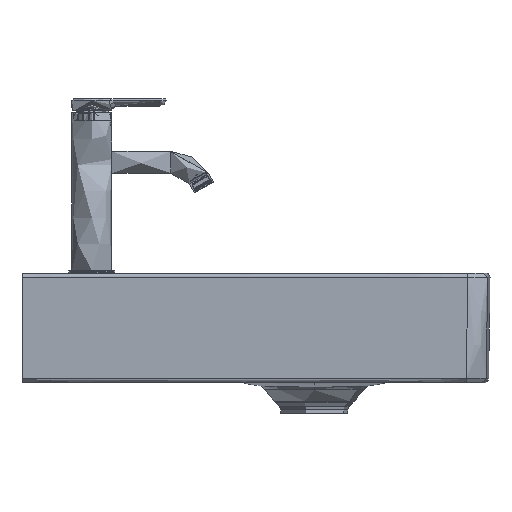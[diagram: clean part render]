
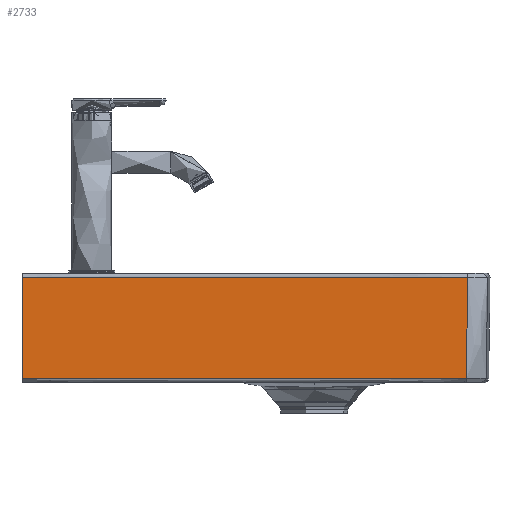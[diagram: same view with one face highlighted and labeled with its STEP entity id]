
A CAD part, front view. The second image highlights one B-rep face of the part: STEP entity #2733.
In plain terms, the highlighted planar face has unit normal (0, -1, -0.014).
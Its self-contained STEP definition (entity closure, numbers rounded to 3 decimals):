
#1471=B_SPLINE_CURVE_WITH_KNOTS('',1,(#114651,#114652),.UNSPECIFIED.,.F.,
 .F.,(2,2),(0.,446.172),.UNSPECIFIED.);
#1472=B_SPLINE_CURVE_WITH_KNOTS('',5,(#114653,#114654,#114655,#114656,#114657,
#114658),.UNSPECIFIED.,.F.,.F.,(6,6),(37.284,180.432),
 .UNSPECIFIED.);
#1473=B_SPLINE_CURVE_WITH_KNOTS('',1,(#114659,#114660),.UNSPECIFIED.,.F.,
 .F.,(2,2),(-447.535,0.),.UNSPECIFIED.);
#1474=B_SPLINE_CURVE_WITH_KNOTS('',5,(#114661,#114662,#114663,#114664,#114665,
#114666),.UNSPECIFIED.,.F.,.F.,(6,6),(-105.571,-4.359),
 .UNSPECIFIED.);
#1779=PLANE('',#15459);
#2733=ADVANCED_FACE('',(#3693),#1779,.T.);
#3693=FACE_OUTER_BOUND('',#4696,.T.);
#4696=EDGE_LOOP('',(#8698,#8699,#8700,#8701));
#8698=ORIENTED_EDGE('',*,*,#11429,.F.);
#8699=ORIENTED_EDGE('',*,*,#11430,.F.);
#8700=ORIENTED_EDGE('',*,*,#11431,.F.);
#8701=ORIENTED_EDGE('',*,*,#11428,.F.);
#11428=EDGE_CURVE('',#14311,#14288,#1471,.T.);
#11429=EDGE_CURVE('',#14290,#14311,#1472,.T.);
#11430=EDGE_CURVE('',#14289,#14290,#1473,.T.);
#11431=EDGE_CURVE('',#14288,#14289,#1474,.T.);
#14288=VERTEX_POINT('',#109055);
#14289=VERTEX_POINT('',#109056);
#14290=VERTEX_POINT('',#109057);
#14311=VERTEX_POINT('',#109078);
#15459=AXIS2_PLACEMENT_3D('',#104341,#15678,$);
#15678=DIRECTION('',(0.,-1.,-0.014));
#104341=CARTESIAN_POINT('',(492.348,-400.079,5.822));
#109055=CARTESIAN_POINT('',(0.,-398.561,-105.561));
#109056=CARTESIAN_POINT('',(0.,-399.941,-4.359));
#109057=CARTESIAN_POINT('',(447.535,-399.941,-4.359));
#109078=CARTESIAN_POINT('',(446.172,-398.561,-105.561));
#114651=CARTESIAN_POINT('',(446.172,-398.561,-105.561));
#114652=CARTESIAN_POINT('',(0.,-398.561,-105.561));
#114653=CARTESIAN_POINT('',(447.535,-399.941,-4.359));
#114654=CARTESIAN_POINT('',(447.262,-399.665,-24.599));
#114655=CARTESIAN_POINT('',(446.99,-399.389,-44.84));
#114656=CARTESIAN_POINT('',(446.717,-399.113,-65.08));
#114657=CARTESIAN_POINT('',(446.445,-398.837,-85.321));
#114658=CARTESIAN_POINT('',(446.172,-398.561,-105.561));
#114659=CARTESIAN_POINT('',(0.,-399.941,-4.359));
#114660=CARTESIAN_POINT('',(447.535,-399.941,-4.359));
#114661=CARTESIAN_POINT('',(0.,-398.561,-105.561));
#114662=CARTESIAN_POINT('',(0.,-398.837,-85.321));
#114663=CARTESIAN_POINT('',(0.,-399.113,-65.08));
#114664=CARTESIAN_POINT('',(0.,-399.389,-44.84));
#114665=CARTESIAN_POINT('',(0.,-399.665,-24.599));
#114666=CARTESIAN_POINT('',(0.,-399.941,-4.359));
